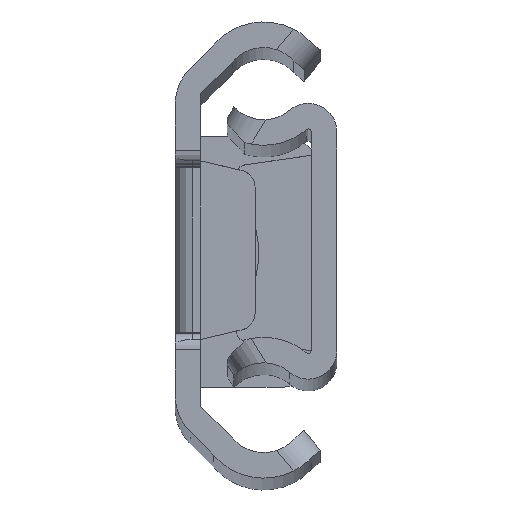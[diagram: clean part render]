
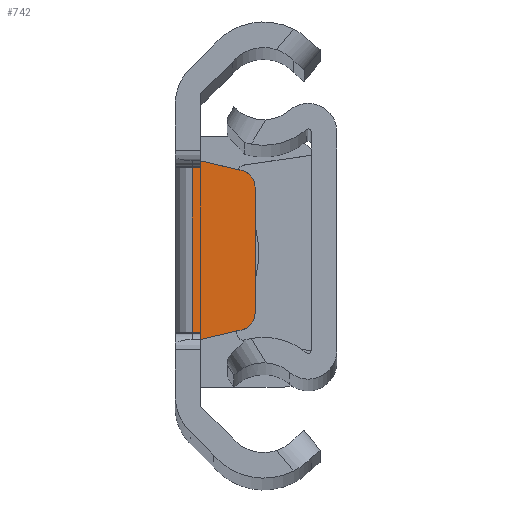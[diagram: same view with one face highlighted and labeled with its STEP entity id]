
A CAD part, top view. The second image highlights one B-rep face of the part: STEP entity #742.
In plain terms, the highlighted planar face has unit normal (0, 0, 1).
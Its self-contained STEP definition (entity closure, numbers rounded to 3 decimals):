
#7 = LINE ( 'NONE', #2315, #4849 ) ;
#110 = CARTESIAN_POINT ( 'NONE',  ( 3.2, 4.5, -2.484 ) ) ;
#118 = DIRECTION ( 'NONE',  ( -1., 0., 0. ) ) ;
#291 = ORIENTED_EDGE ( 'NONE', *, *, #464, .T. ) ;
#392 = EDGE_CURVE ( 'NONE', #4022, #2487, #4887, .T. ) ;
#451 = DIRECTION ( 'NONE',  ( 1., 0., 0. ) ) ;
#464 = EDGE_CURVE ( 'NONE', #2487, #4252, #4288, .T. ) ;
#482 = VERTEX_POINT ( 'NONE', #1475 ) ;
#560 = VERTEX_POINT ( 'NONE', #2590 ) ;
#574 = VECTOR ( 'NONE', #1642, 1000. ) ;
#742 = ADVANCED_FACE ( 'NONE', ( #4688 ), #4714, .F. ) ;
#749 = EDGE_CURVE ( 'NONE', #560, #2465, #1345, .T. ) ;
#800 = CARTESIAN_POINT ( 'NONE',  ( -10., 5.25, -2.484 ) ) ;
#896 = CARTESIAN_POINT ( 'NONE',  ( -10., 5.25, -2.484 ) ) ;
#923 = CARTESIAN_POINT ( 'NONE',  ( -0.5, -5.25, -2.484 ) ) ;
#1021 = CARTESIAN_POINT ( 'NONE',  ( -0.5, -5.25, -2.484 ) ) ;
#1045 = DIRECTION ( 'NONE',  ( 0.974, 0.228, 0. ) ) ;
#1069 = DIRECTION ( 'NONE',  ( -1., 0., 0. ) ) ;
#1090 = VECTOR ( 'NONE', #1257, 1000. ) ;
#1137 = ORIENTED_EDGE ( 'NONE', *, *, #1529, .T. ) ;
#1153 = LINE ( 'NONE', #800, #1572 ) ;
#1241 = VECTOR ( 'NONE', #1045, 1000. ) ;
#1257 = DIRECTION ( 'NONE',  ( -0.974, 0.228, 0. ) ) ;
#1261 = EDGE_LOOP ( 'NONE', ( #3689, #4054, #1137, #4711, #291, #3676, #4915, #2249 ) ) ;
#1265 = EDGE_CURVE ( 'NONE', #4252, #1901, #2824, .T. ) ;
#1345 = LINE ( 'NONE', #923, #1745 ) ;
#1475 = CARTESIAN_POINT ( 'NONE',  ( 0., 5.25, -2.484 ) ) ;
#1477 = AXIS2_PLACEMENT_3D ( 'NONE', #2556, #4946, #4559 ) ;
#1529 = EDGE_CURVE ( 'NONE', #2465, #4022, #7, .T. ) ;
#1536 = CARTESIAN_POINT ( 'NONE',  ( 3.2, -3.707, -2.484 ) ) ;
#1572 = VECTOR ( 'NONE', #451, 1000. ) ;
#1642 = DIRECTION ( 'NONE',  ( 0., 1., 0. ) ) ;
#1745 = VECTOR ( 'NONE', #4406, 1000. ) ;
#1848 = AXIS2_PLACEMENT_3D ( 'NONE', #2575, #3734, #1069 ) ;
#1901 = VERTEX_POINT ( 'NONE', #3503 ) ;
#2249 = ORIENTED_EDGE ( 'NONE', *, *, #2892, .T. ) ;
#2287 = LINE ( 'NONE', #4268, #1090 ) ;
#2315 = CARTESIAN_POINT ( 'NONE',  ( -10., -5.25, -2.484 ) ) ;
#2465 = VERTEX_POINT ( 'NONE', #1021 ) ;
#2487 = VERTEX_POINT ( 'NONE', #4795 ) ;
#2556 = CARTESIAN_POINT ( 'NONE',  ( 2.2, -3.707, -2.484 ) ) ;
#2575 = CARTESIAN_POINT ( 'NONE',  ( 2.2, 3.707, -2.484 ) ) ;
#2590 = CARTESIAN_POINT ( 'NONE',  ( -0.5, 5.25, -2.484 ) ) ;
#2824 = LINE ( 'NONE', #110, #574 ) ;
#2885 = EDGE_CURVE ( 'NONE', #560, #482, #1153, .T. ) ;
#2892 = EDGE_CURVE ( 'NONE', #4175, #482, #2287, .T. ) ;
#3010 = CARTESIAN_POINT ( 'NONE',  ( 3.2, -4.5, -2.484 ) ) ;
#3503 = CARTESIAN_POINT ( 'NONE',  ( 3.2, 3.707, -2.484 ) ) ;
#3592 = DIRECTION ( 'NONE',  ( 0., 0., -1. ) ) ;
#3676 = ORIENTED_EDGE ( 'NONE', *, *, #1265, .T. ) ;
#3689 = ORIENTED_EDGE ( 'NONE', *, *, #2885, .F. ) ;
#3702 = EDGE_CURVE ( 'NONE', #1901, #4175, #4415, .T. ) ;
#3734 = DIRECTION ( 'NONE',  ( 0., 0., 1. ) ) ;
#3907 = AXIS2_PLACEMENT_3D ( 'NONE', #896, #3592, #118 ) ;
#4022 = VERTEX_POINT ( 'NONE', #4333 ) ;
#4054 = ORIENTED_EDGE ( 'NONE', *, *, #749, .T. ) ;
#4175 = VERTEX_POINT ( 'NONE', #4522 ) ;
#4252 = VERTEX_POINT ( 'NONE', #1536 ) ;
#4268 = CARTESIAN_POINT ( 'NONE',  ( 0., 5.25, -2.484 ) ) ;
#4288 = CIRCLE ( 'NONE', #1477, 1. ) ;
#4333 = CARTESIAN_POINT ( 'NONE',  ( 0., -5.25, -2.484 ) ) ;
#4406 = DIRECTION ( 'NONE',  ( 0., -1., 0. ) ) ;
#4415 = CIRCLE ( 'NONE', #1848, 1. ) ;
#4522 = CARTESIAN_POINT ( 'NONE',  ( 2.428, 4.681, -2.484 ) ) ;
#4559 = DIRECTION ( 'NONE',  ( -1., 0., 0. ) ) ;
#4688 = FACE_OUTER_BOUND ( 'NONE', #1261, .T. ) ;
#4711 = ORIENTED_EDGE ( 'NONE', *, *, #392, .T. ) ;
#4714 = PLANE ( 'NONE',  #3907 ) ;
#4795 = CARTESIAN_POINT ( 'NONE',  ( 2.428, -4.681, -2.484 ) ) ;
#4849 = VECTOR ( 'NONE', #4957, 1000. ) ;
#4887 = LINE ( 'NONE', #3010, #1241 ) ;
#4915 = ORIENTED_EDGE ( 'NONE', *, *, #3702, .T. ) ;
#4946 = DIRECTION ( 'NONE',  ( 0., 0., 1. ) ) ;
#4957 = DIRECTION ( 'NONE',  ( 1., 0., 0. ) ) ;
